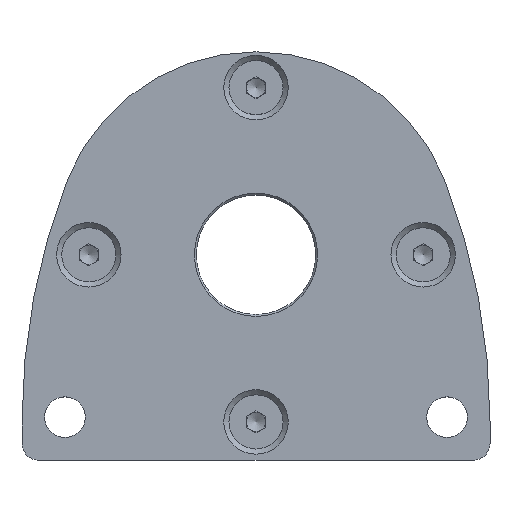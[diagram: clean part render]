
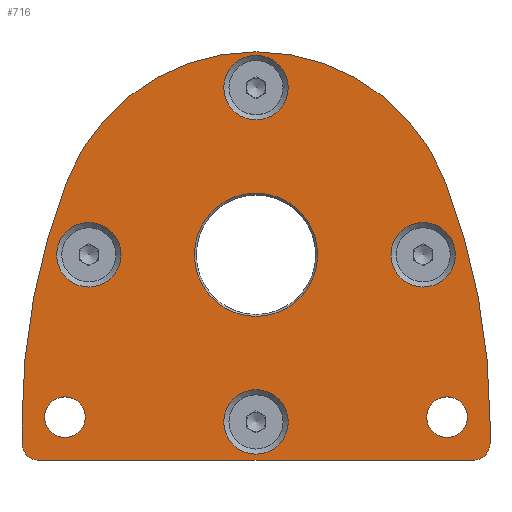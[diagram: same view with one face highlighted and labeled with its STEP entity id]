
A CAD part, top view. The second image highlights one B-rep face of the part: STEP entity #716.
In plain terms, the highlighted planar face has unit normal (0, 0, 1).
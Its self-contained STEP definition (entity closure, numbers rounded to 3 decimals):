
#54=CIRCLE('',#786,3.5);
#56=CIRCLE('',#790,3.5);
#58=CIRCLE('',#794,139.9);
#60=CIRCLE('',#797,42.5);
#62=CIRCLE('',#800,139.9);
#63=CIRCLE('',#802,6.75);
#64=CIRCLE('',#803,6.75);
#65=CIRCLE('',#804,6.75);
#66=CIRCLE('',#805,6.75);
#67=CIRCLE('',#806,12.9);
#68=CIRCLE('',#807,4.25);
#69=CIRCLE('',#808,4.25);
#151=ORIENTED_EDGE('',*,*,#313,.F.);
#152=ORIENTED_EDGE('',*,*,#314,.F.);
#153=ORIENTED_EDGE('',*,*,#315,.F.);
#154=ORIENTED_EDGE('',*,*,#316,.F.);
#155=ORIENTED_EDGE('',*,*,#317,.T.);
#156=ORIENTED_EDGE('',*,*,#318,.T.);
#157=ORIENTED_EDGE('',*,*,#319,.T.);
#158=ORIENTED_EDGE('',*,*,#291,.T.);
#159=ORIENTED_EDGE('',*,*,#295,.T.);
#160=ORIENTED_EDGE('',*,*,#298,.T.);
#161=ORIENTED_EDGE('',*,*,#301,.T.);
#162=ORIENTED_EDGE('',*,*,#304,.T.);
#163=ORIENTED_EDGE('',*,*,#307,.T.);
#164=ORIENTED_EDGE('',*,*,#310,.T.);
#165=ORIENTED_EDGE('',*,*,#312,.T.);
#291=EDGE_CURVE('',#377,#376,#442,.T.);
#295=EDGE_CURVE('',#376,#379,#54,.T.);
#298=EDGE_CURVE('',#379,#381,#447,.T.);
#301=EDGE_CURVE('',#381,#383,#56,.T.);
#304=EDGE_CURVE('',#383,#385,#451,.T.);
#307=EDGE_CURVE('',#385,#387,#58,.T.);
#310=EDGE_CURVE('',#387,#389,#60,.T.);
#312=EDGE_CURVE('',#389,#377,#62,.T.);
#313=EDGE_CURVE('',#390,#390,#63,.T.);
#314=EDGE_CURVE('',#391,#391,#64,.T.);
#315=EDGE_CURVE('',#392,#392,#65,.T.);
#316=EDGE_CURVE('',#393,#393,#66,.T.);
#317=EDGE_CURVE('',#394,#394,#67,.T.);
#318=EDGE_CURVE('',#395,#395,#68,.T.);
#319=EDGE_CURVE('',#396,#396,#69,.T.);
#376=VERTEX_POINT('',#1129);
#377=VERTEX_POINT('',#1131);
#379=VERTEX_POINT('',#1137);
#381=VERTEX_POINT('',#1143);
#383=VERTEX_POINT('',#1149);
#385=VERTEX_POINT('',#1155);
#387=VERTEX_POINT('',#1161);
#389=VERTEX_POINT('',#1167);
#390=VERTEX_POINT('',#1174);
#391=VERTEX_POINT('',#1176);
#392=VERTEX_POINT('',#1178);
#393=VERTEX_POINT('',#1180);
#394=VERTEX_POINT('',#1182);
#395=VERTEX_POINT('',#1184);
#396=VERTEX_POINT('',#1186);
#442=LINE('',#1130,#480);
#447=LINE('',#1144,#485);
#451=LINE('',#1156,#489);
#480=VECTOR('',#889,1000.);
#485=VECTOR('',#902,1000.);
#489=VECTOR('',#914,1000.);
#524=EDGE_LOOP('',(#151));
#525=EDGE_LOOP('',(#152));
#526=EDGE_LOOP('',(#153));
#527=EDGE_LOOP('',(#154));
#528=EDGE_LOOP('',(#155));
#529=EDGE_LOOP('',(#156));
#530=EDGE_LOOP('',(#157));
#531=EDGE_LOOP('',(#158,#159,#160,#161,#162,#163,#164,#165));
#610=FACE_BOUND('',#524,.T.);
#611=FACE_BOUND('',#525,.T.);
#612=FACE_BOUND('',#526,.T.);
#613=FACE_BOUND('',#527,.T.);
#614=FACE_BOUND('',#528,.T.);
#615=FACE_BOUND('',#529,.T.);
#616=FACE_BOUND('',#530,.T.);
#617=FACE_BOUND('',#531,.T.);
#692=PLANE('',#801);
#716=ADVANCED_FACE('',(#610,#611,#612,#613,#614,#615,#616,#617),#692,.T.);
#786=AXIS2_PLACEMENT_3D('',#1138,#896,#897);
#790=AXIS2_PLACEMENT_3D('',#1150,#908,#909);
#794=AXIS2_PLACEMENT_3D('',#1162,#920,#921);
#797=AXIS2_PLACEMENT_3D('',#1168,#927,#928);
#800=AXIS2_PLACEMENT_3D('',#1171,#933,#934);
#801=AXIS2_PLACEMENT_3D('',#1172,#935,#936);
#802=AXIS2_PLACEMENT_3D('',#1173,#937,#938);
#803=AXIS2_PLACEMENT_3D('',#1175,#939,#940);
#804=AXIS2_PLACEMENT_3D('',#1177,#941,#942);
#805=AXIS2_PLACEMENT_3D('',#1179,#943,#944);
#806=AXIS2_PLACEMENT_3D('',#1181,#945,#946);
#807=AXIS2_PLACEMENT_3D('',#1183,#947,#948);
#808=AXIS2_PLACEMENT_3D('',#1185,#949,#950);
#889=DIRECTION('',(0.,-1.,0.));
#896=DIRECTION('',(0.,0.,1.));
#897=DIRECTION('',(1.,0.,0.));
#902=DIRECTION('',(1.,0.,0.));
#908=DIRECTION('',(0.,0.,1.));
#909=DIRECTION('',(1.,0.,0.));
#914=DIRECTION('',(0.,1.,0.));
#920=DIRECTION('',(0.,0.,1.));
#921=DIRECTION('',(1.,0.,0.));
#927=DIRECTION('',(0.,0.,1.));
#928=DIRECTION('',(1.,0.,0.));
#933=DIRECTION('',(0.,0.,1.));
#934=DIRECTION('',(1.,0.,0.));
#935=DIRECTION('',(0.,0.,1.));
#936=DIRECTION('',(1.,0.,0.));
#937=DIRECTION('',(0.,0.,1.));
#938=DIRECTION('',(1.,0.,0.));
#939=DIRECTION('',(0.,0.,1.));
#940=DIRECTION('',(1.,0.,0.));
#941=DIRECTION('',(0.,0.,1.));
#942=DIRECTION('',(1.,0.,0.));
#943=DIRECTION('',(0.,0.,1.));
#944=DIRECTION('',(1.,0.,0.));
#945=DIRECTION('',(0.,0.,-1.));
#946=DIRECTION('',(-1.,0.,0.));
#947=DIRECTION('',(0.,0.,-1.));
#948=DIRECTION('',(-1.,0.,0.));
#949=DIRECTION('',(0.,0.,-1.));
#950=DIRECTION('',(-1.,0.,0.));
#1129=CARTESIAN_POINT('',(-49.,-39.5,6.));
#1130=CARTESIAN_POINT('',(-49.,-35.,6.));
#1131=CARTESIAN_POINT('',(-49.,-35.,6.));
#1137=CARTESIAN_POINT('',(-45.5,-43.,6.));
#1138=CARTESIAN_POINT('',(-45.5,-39.5,6.));
#1143=CARTESIAN_POINT('',(45.5,-43.,6.));
#1144=CARTESIAN_POINT('',(-45.5,-43.,6.));
#1149=CARTESIAN_POINT('',(49.,-39.5,6.));
#1150=CARTESIAN_POINT('',(45.5,-39.5,6.));
#1155=CARTESIAN_POINT('',(49.,-35.,6.));
#1156=CARTESIAN_POINT('',(49.,-39.5,6.));
#1161=CARTESIAN_POINT('',(39.363,16.025,6.));
#1162=CARTESIAN_POINT('',(-90.9,-35.,6.));
#1167=CARTESIAN_POINT('',(-39.363,16.025,6.));
#1168=CARTESIAN_POINT('',(0.,0.,6.));
#1171=CARTESIAN_POINT('',(90.9,-35.,6.));
#1172=CARTESIAN_POINT('',(-45.5,-39.5,6.));
#1173=CARTESIAN_POINT('',(35.,0.,6.));
#1174=CARTESIAN_POINT('',(41.75,0.,6.));
#1175=CARTESIAN_POINT('',(0.,-35.,6.));
#1176=CARTESIAN_POINT('',(6.75,-35.,6.));
#1177=CARTESIAN_POINT('',(-35.,0.,6.));
#1178=CARTESIAN_POINT('',(-28.25,0.,6.));
#1179=CARTESIAN_POINT('',(0.,35.,6.));
#1180=CARTESIAN_POINT('',(6.75,35.,6.));
#1181=CARTESIAN_POINT('',(0.,0.,6.));
#1182=CARTESIAN_POINT('',(-12.9,0.,6.));
#1183=CARTESIAN_POINT('',(-40.,-34.,6.));
#1184=CARTESIAN_POINT('',(-44.25,-34.,6.));
#1185=CARTESIAN_POINT('',(40.,-34.,6.));
#1186=CARTESIAN_POINT('',(35.75,-34.,6.));
